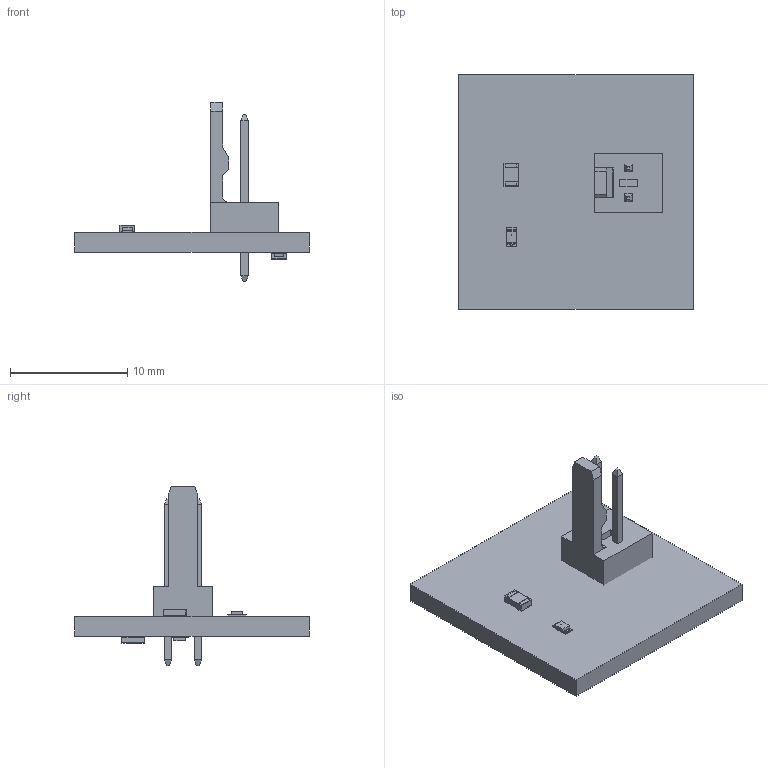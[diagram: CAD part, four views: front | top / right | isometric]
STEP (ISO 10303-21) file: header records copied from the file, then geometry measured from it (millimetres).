
FILE_DESCRIPTION(('Open CASCADE Model'),'2;1');
FILE_NAME('Open CASCADE Shape Model','2021-11-02T22:12:24',('Author'),( 'Open CASCADE'),'Open CASCADE STEP processor 6.8','Open CASCADE 6.8' ,'Unknown');
FILE_SCHEMA(('AUTOMOTIVE_DESIGN { 1 0 10303 214 1 1 1 1 }'));
Length unit declared in the file: millimetre
Products named in the file (13): PCB; Board; Open CASCADE STEP translator 6.8 2.1.1; R2; User_Library-CR2012-0805; D2; User_Library-SMD_LED_0603; R1; J1; Connector_Header_2POS; Open CASCADE STEP translator 6.8 2.5.1.1; Open CASCADE STEP translator 6.8 2.5.1.2; D1
Assembly tree (14 placements, depth 4):
  PCB
    Board
      Open CASCADE STEP translator 6.8 2.1.1
    R2
      User_Library-CR2012-0805
    D2
      User_Library-SMD_LED_0603
    R1
      User_Library-CR2012-0805
    J1
      Connector_Header_2POS
        Open CASCADE STEP translator 6.8 2.5.1.1
        Open CASCADE STEP translator 6.8 2.5.1.2
    D1
      User_Library-SMD_LED_0603
Bounding box: 20 x 20 x 15.26 mm (x, y, z)
Volume: 791.1 mm3; surface area: 1261.1 mm2
Topology: 34 solids, 34 shells, 387 faces, 877 edges, 558 vertices
Faces by surface type: plane 326, cylinder 33, sphere 16, bspline 8, torus 4
Entity records: 8010 total; most frequent: CARTESIAN_POINT 1798, DIRECTION 1036, ORIENTED_EDGE 1030, EDGE_CURVE 515, LINE 464, VECTOR 464, VERTEX_POINT 330, AXIS2_PLACEMENT_3D 286
